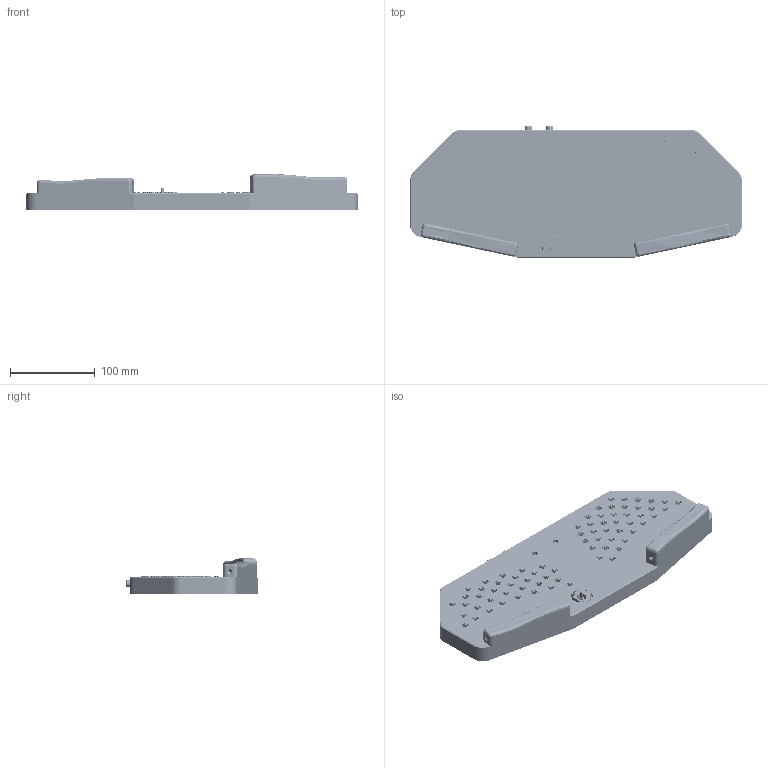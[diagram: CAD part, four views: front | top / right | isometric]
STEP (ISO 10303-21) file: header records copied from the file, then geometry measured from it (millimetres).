
FILE_DESCRIPTION(/* description */ (''),/* implementation_level */ '2;1');
FILE_NAME(/* name */ 'carter v51.step',/* time_stamp */ '2024-03-16T20:16:22+01:00',/* author */ (''),/* organization */ (''),/* preprocessor_version */ 'ST-DEVELOPER v20',/* originating_system */ 'Autodesk Translation Framework v12.20.1.177',/* authorisation */ '');
FILE_SCHEMA (('AUTOMOTIVE_DESIGN { 1 0 10303 214 3 1 1 }'));
Products named in the file (179): carter; PCB9; SOIC-16_3.9x9.9mm_P1.27mm; SOT-23; Pushbutton v1; SOT-23_1; Pushbutton v1_1; SOT-23_2; Pushbutton v1_2; SOT-23_3; Pushbutton v1_3; SOT-23_4; Pushbutton v1_4; SOT-23_5; Pushbutton v1_5; SOT-23_6; Pushbutton v1_6; C_0402_1005Metric (1); SOT-23_7; Pushbutton v1_7; SOT-23_8; Pushbutton v1_8; C_0402_1005Metric (1)_1; SOT-23_9; Pushbutton v1_9; SOT-23_10; Pushbutton v1_10; C_0402_1005Metric (1)_2; SOT-23_11; Pushbutton v1_11; SOT-23_12; Pushbutton v1_12; C_0402_1005Metric (1)_3; SOT-23_13; Pushbutton v1_13; SOT-23_14; Pushbutton v1_14; SOT-23_15; Pushbutton v1_15; SOT-23_16 ...
Assembly tree (336 placements, depth 4):
  carter
    PCB9
      SOIC-16_3.9x9.9mm_P1.27mm
        SOIC_16_39x99mm_P127mm
      SOT-23
        SOT_23
      Pushbutton v1
        Pushbutton v0
      SOT-23_1
        SOT_23
      Pushbutton v1_1
        Pushbutton v0
      SOT-23_2
        SOT_23
      Pushbutton v1_2
        Pushbutton v0
      SOT-23_3
        SOT_23
      Pushbutton v1_3
        Pushbutton v0
      SOT-23_4
        SOT_23
      Pushbutton v1_4
        Pushbutton v0
      SOT-23_5
        SOT_23
      Pushbutton v1_5
        Pushbutton v0
      SOT-23_6
        SOT_23
      Pushbutton v1_6
        Pushbutton v0
      C_0402_1005Metric (1)
        C_0402_1005Metric
      SOT-23_7
        SOT_23
      Pushbutton v1_7
        Pushbutton v0
      SOT-23_8
        SOT_23
      Pushbutton v1_8
        Pushbutton v0
      C_0402_1005Metric (1)_1
        C_0402_1005Metric
      SOT-23_9
        SOT_23
      Pushbutton v1_9
        Pushbutton v0
      SOT-23_10
        SOT_23
      Pushbutton v1_10
        Pushbutton v0
      C_0402_1005Metric (1)_2
        C_0402_1005Metric
      SOT-23_11
        SOT_23
      Pushbutton v1_11
        Pushbutton v0
      SOT-23_12
        SOT_23
Bounding box: 391.86 x 154.85 x 42.09 mm (x, y, z)
Volume: 699260.6 mm3; surface area: 510932.1 mm2
Topology: 520 solids, 520 shells, 18342 faces, 46066 edges, 29181 vertices
Faces by surface type: plane 14368, cylinder 3634, cone 180, sphere 144, bspline 16
Full cylindrical faces by diameter (mm): 0.394 x32, 0.4 x34, 0.6 x9, 0.7 x2, 0.762 x1, 0.8 x30, 0.889 x10, 0.95 x6, 1 x28, 1.1 x31, 1.397 x4, 1.6 x142, 1.7 x142, 1.9 x8, 2 x12, 2.5 x2, 2.54 x2, 3.2 x35, 3.6 x27, 4 x1, 4.5 x2, 6 x1, 6.2 x2, 6.4 x10, 7 x2, 7.6 x23, 8 x142, 8.4 x10, 8.8 x4, 9.2 x2
Entity records: 81980 total; most frequent: DIRECTION 14038, CARTESIAN_POINT 13974, ORIENTED_EDGE 12298, EDGE_CURVE 6149, AXIS2_PLACEMENT_3D 4905, LINE 4228, VECTOR 4228, VERTEX_POINT 4024
